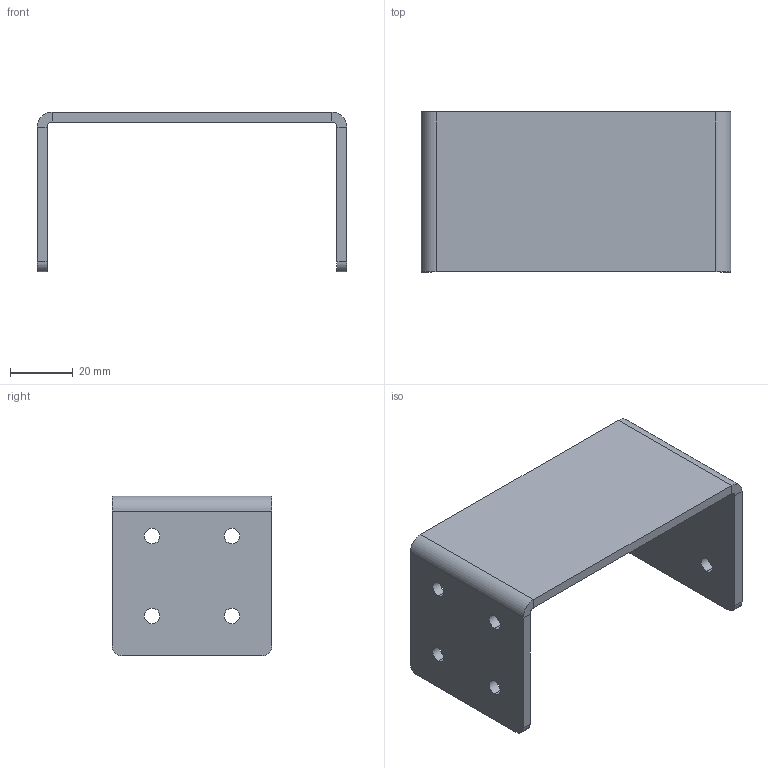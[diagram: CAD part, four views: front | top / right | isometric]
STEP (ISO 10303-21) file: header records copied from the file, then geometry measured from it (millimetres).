
FILE_DESCRIPTION (( 'STEP AP203' ), '1' );
FILE_NAME ('S-25-CLB-P-4047.STEP', '2025-02-11T06:15:55', ( '' ), ( '' ), 'SwSTEP 2.0', 'SolidWorks 2024', '' );
FILE_SCHEMA (( 'CONFIG_CONTROL_DESIGN' ));
Length unit declared in the file: inch
Products named in the file (1): S-25-CLB-P-4047
Bounding box: 98.42 x 50.8 x 50.8 mm (x, y, z)
Volume: 30276.4 mm3; surface area: 20986.8 mm2
Topology: 1 solids, 1 shells, 42 faces, 104 edges, 64 vertices
Faces by surface type: cylinder 24, plane 18
Entity records: 1359 total; most frequent: DIRECTION 238, CARTESIAN_POINT 211, ORIENTED_EDGE 208, EDGE_CURVE 104, AXIS2_PLACEMENT_3D 91, VERTEX_POINT 64, EDGE_LOOP 58, VECTOR 56
